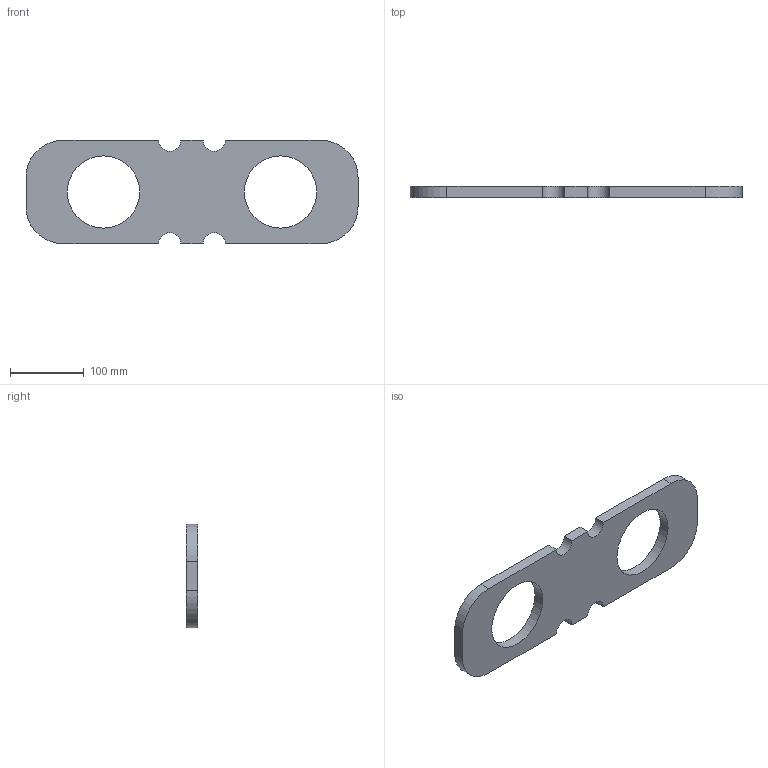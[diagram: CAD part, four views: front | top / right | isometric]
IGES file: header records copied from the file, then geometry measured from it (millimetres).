
Start section:  PTC IGES file: mice19-002.igs
Global section: file name: mice19-002.igs; native system: Pro/ENGINEER by Parametric Technology Corporation; preprocessor: 2004110; author: liuxiaokun; organization: Unknown; date: 080428.080957; units: millimetre
Bounding box: 450 x 15 x 140 mm (x, y, z)
Volume: 665315.1 mm3; surface area: 115384.8 mm2
Topology: 1 solids, 1 shells, 22 faces, 60 edges, 40 vertices
Faces by surface type: revolution 12, bspline 10
